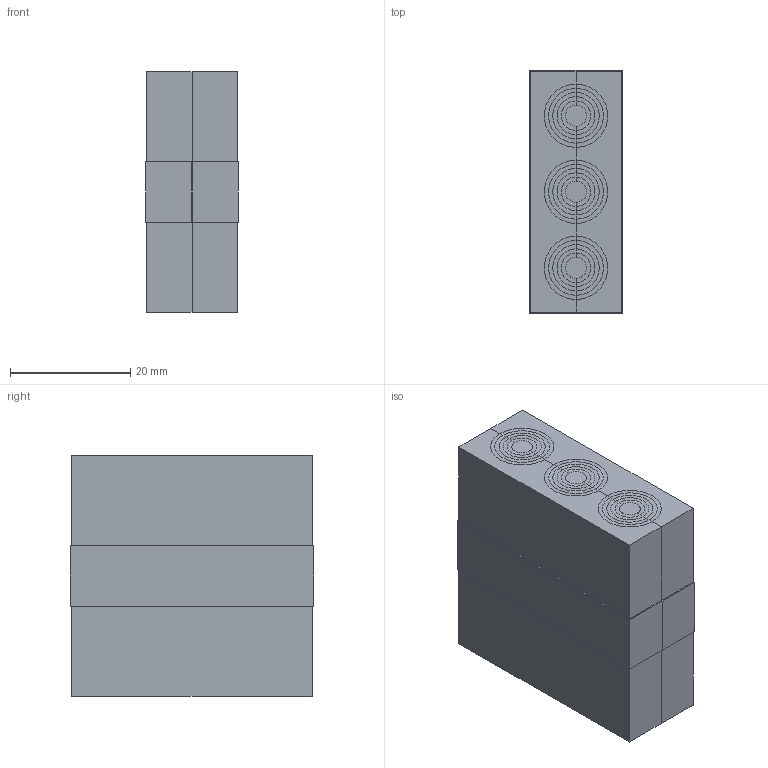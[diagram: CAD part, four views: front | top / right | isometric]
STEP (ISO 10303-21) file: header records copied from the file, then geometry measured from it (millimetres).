
FILE_DESCRIPTION(/* description */ (''),/* implementation_level */ '2;1');
FILE_NAME(/* name */ 'CX 15w40.stp',/* time_stamp */ '2025-05-30T13:25:50+02:00',/* author */ ('se-marfre'),/* organization */ (''),/* preprocessor_version */ 'ST-DEVELOPER v19.2',/* originating_system */ 'Autodesk Inventor 2023',/* authorisation */ '');
FILE_SCHEMA (('CONFIG_CONTROL_DESIGN'));
Length unit declared in the file: millimetre
Products named in the file (1): CX 15w40
Bounding box: 15.4 x 40.4 x 40 mm (x, y, z)
Volume: 24221.6 mm3; surface area: 20784.1 mm2
Topology: 13 solids, 13 shells, 185 faces, 381 edges, 222 vertices
Faces by surface type: plane 164, cylinder 21
Full cylindrical faces by diameter (mm): 3.5 x3
Entity records: 4989 total; most frequent: DIRECTION 843, CARTESIAN_POINT 789, ORIENTED_EDGE 762, EDGE_CURVE 381, LINE 291, VECTOR 291, AXIS2_PLACEMENT_3D 276, VERTEX_POINT 222
